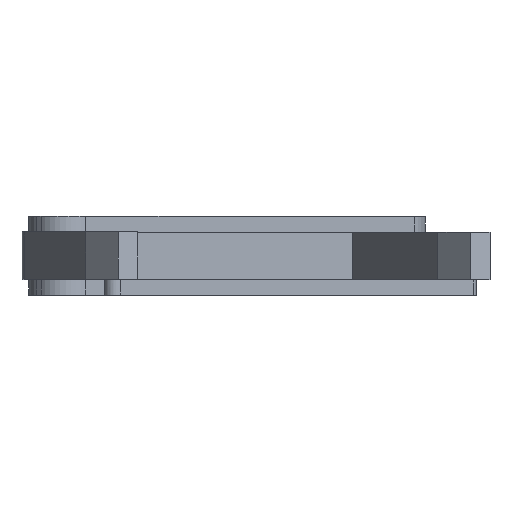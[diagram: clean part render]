
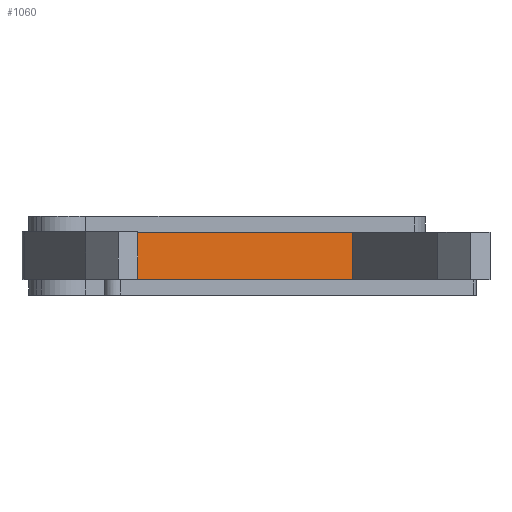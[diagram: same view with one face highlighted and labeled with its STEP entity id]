
A CAD part, top view. The second image highlights one B-rep face of the part: STEP entity #1060.
In plain terms, the highlighted face is planar.
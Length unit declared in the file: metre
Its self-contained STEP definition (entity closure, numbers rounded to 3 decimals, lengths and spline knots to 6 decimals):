
#235=ORIENTED_EDGE('',*,*,#457,.F.);
#236=ORIENTED_EDGE('',*,*,#454,.F.);
#237=ORIENTED_EDGE('',*,*,#452,.T.);
#238=ORIENTED_EDGE('',*,*,#456,.T.);
#452=EDGE_CURVE('',#576,#577,#675,.T.);
#454=EDGE_CURVE('',#576,#578,#677,.T.);
#456=EDGE_CURVE('',#577,#579,#679,.T.);
#457=EDGE_CURVE('',#578,#579,#680,.T.);
#576=VERTEX_POINT('',#1708);
#577=VERTEX_POINT('',#1710);
#578=VERTEX_POINT('',#1714);
#579=VERTEX_POINT('',#1718);
#675=LINE('',#1711,#768);
#677=LINE('',#1715,#770);
#679=LINE('',#1719,#772);
#680=LINE('',#1721,#773);
#768=VECTOR('',#1390,1.);
#770=VECTOR('',#1394,1.);
#772=VECTOR('',#1398,1.);
#773=VECTOR('',#1401,1.);
#857=EDGE_LOOP('',(#235,#236,#237,#238));
#948=FACE_BOUND('',#857,.T.);
#1014=PLANE('',#1189);
#1060=ADVANCED_FACE('',(#948),#1014,.T.);
#1189=AXIS2_PLACEMENT_3D('',#1720,#1399,#1400);
#1390=DIRECTION('',(-1.,0.,0.));
#1394=DIRECTION('',(0.,-1.,0.));
#1398=DIRECTION('',(0.,-1.,0.));
#1399=DIRECTION('',(0.,0.,1.));
#1400=DIRECTION('',(1.,0.,0.));
#1401=DIRECTION('',(-1.,0.,0.));
#1708=CARTESIAN_POINT('',(0.058,0.015,-0.004848));
#1710=CARTESIAN_POINT('',(-0.038,0.015,-0.004848));
#1711=CARTESIAN_POINT('',(0.01,0.015,-0.004848));
#1714=CARTESIAN_POINT('',(0.058,0.,-0.004848));
#1715=CARTESIAN_POINT('',(0.058,0.015,-0.004848));
#1718=CARTESIAN_POINT('',(-0.038,0.,-0.004848));
#1719=CARTESIAN_POINT('',(-0.038,0.015,-0.004848));
#1720=CARTESIAN_POINT('',(0.01,0.015,-0.004848));
#1721=CARTESIAN_POINT('',(0.01,0.,-0.004848));
